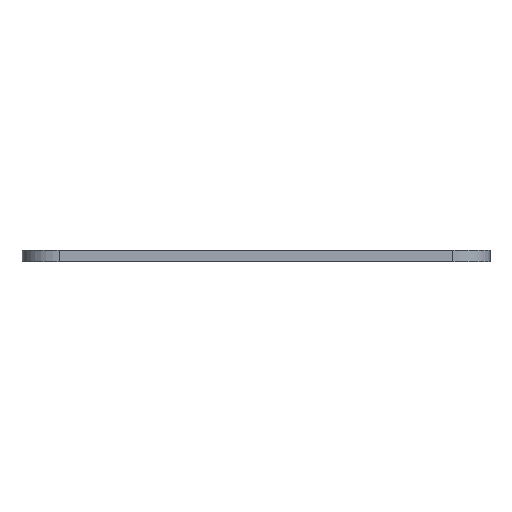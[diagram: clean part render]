
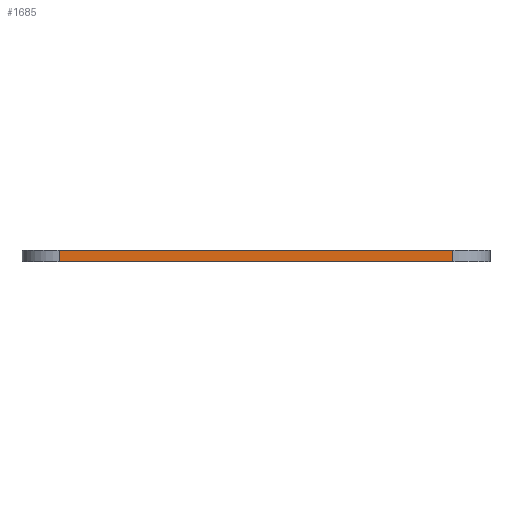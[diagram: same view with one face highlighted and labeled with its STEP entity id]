
A CAD part, left-side view. The second image highlights one B-rep face of the part: STEP entity #1685.
In plain terms, the highlighted planar face has unit normal (-1, 0, 0).
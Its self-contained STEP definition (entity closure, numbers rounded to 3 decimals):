
#38=PLANE('',#1830);
#87=FACE_OUTER_BOUND('',#184,.T.);
#184=EDGE_LOOP('',(#1233,#1234,#1235,#1236));
#285=LINE('',#2492,#458);
#326=LINE('',#2655,#499);
#327=LINE('',#2658,#500);
#328=LINE('',#2659,#501);
#458=VECTOR('',#1973,10.);
#499=VECTOR('',#2102,10.);
#500=VECTOR('',#2105,10.);
#501=VECTOR('',#2106,10.);
#714=VERTEX_POINT('',#2489);
#715=VERTEX_POINT('',#2491);
#793=VERTEX_POINT('',#2653);
#794=VERTEX_POINT('',#2657);
#886=EDGE_CURVE('',#714,#715,#285,.T.);
#968=EDGE_CURVE('',#715,#793,#326,.T.);
#969=EDGE_CURVE('',#794,#714,#327,.T.);
#970=EDGE_CURVE('',#793,#794,#328,.T.);
#1233=ORIENTED_EDGE('',*,*,#968,.F.);
#1234=ORIENTED_EDGE('',*,*,#886,.F.);
#1235=ORIENTED_EDGE('',*,*,#969,.F.);
#1236=ORIENTED_EDGE('',*,*,#970,.F.);
#1685=ADVANCED_FACE('',(#87),#38,.T.);
#1830=AXIS2_PLACEMENT_3D('',#2656,#2103,#2104);
#1973=DIRECTION('',(0.,1.,0.));
#2102=DIRECTION('',(0.,0.,1.));
#2103=DIRECTION('center_axis',(-1.,0.,0.));
#2104=DIRECTION('ref_axis',(0.,-1.,0.));
#2105=DIRECTION('',(0.,0.,-1.));
#2106=DIRECTION('',(0.,-1.,0.));
#2489=CARTESIAN_POINT('',(-37.176,-36.561,0.));
#2491=CARTESIAN_POINT('',(-37.176,16.439,0.));
#2492=CARTESIAN_POINT('',(-37.176,-41.561,0.));
#2653=CARTESIAN_POINT('',(-37.176,16.439,1.5));
#2655=CARTESIAN_POINT('',(-37.176,16.439,0.));
#2656=CARTESIAN_POINT('Origin',(-37.176,21.439,0.));
#2657=CARTESIAN_POINT('',(-37.176,-36.561,1.5));
#2658=CARTESIAN_POINT('',(-37.176,-36.561,0.));
#2659=CARTESIAN_POINT('',(-37.176,-41.561,1.5));
